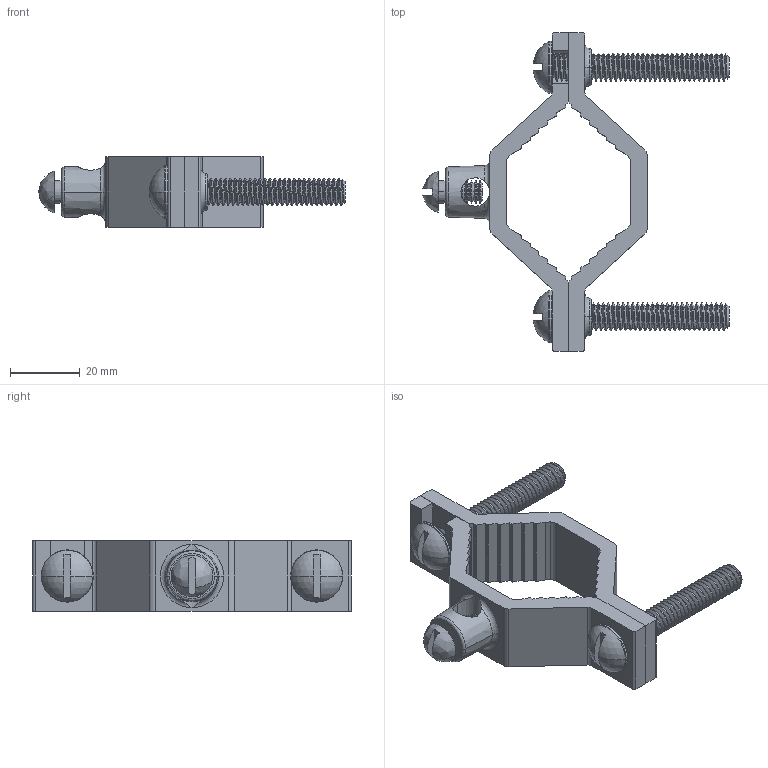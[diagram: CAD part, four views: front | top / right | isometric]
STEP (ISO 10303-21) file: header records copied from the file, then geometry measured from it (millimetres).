
FILE_DESCRIPTION (( 'STEP AP214' ), '1' );
FILE_NAME ('J-2.STEP', '2019-07-30T15:32:06', ( '' ), ( '' ), 'SwSTEP 2.0', 'SolidWorks 2019', '' );
FILE_SCHEMA (( 'AUTOMOTIVE_DESIGN' ));
Length unit declared in the file: inch
Products named in the file (13): 1261-0311-32; Top^6110-0001; 1241-0311-08; Bottom^6110-0001; J-2; 6110-0001
Assembly tree (9 placements, depth 3):
  Top^6110-0001
  1241-0311-08
  J-2
    6110-0001
      1261-0311-32
      1261-0311-32
  J-2
    6110-0001
      Top^6110-0001
      Bottom^6110-0001
      1241-0311-08
      1261-0311-32  x2
  Bottom^6110-0001
Bounding box: 87.88 x 91.44 x 20.32 mm (x, y, z)
Volume: 26973.8 mm3; surface area: 17862.8 mm2
Topology: 7 solids, 7 shells, 489 faces, 1333 edges, 859 vertices
Faces by surface type: cylinder 293, plane 105, cone 42, bspline 24, torus 21, sphere 4
Entity records: 18725 total; most frequent: CARTESIAN_POINT 9803, ORIENTED_EDGE 1924, DIRECTION 1687, EDGE_CURVE 962, VERTEX_POINT 613, AXIS2_PLACEMENT_3D 611, VECTOR 465, LINE 465
